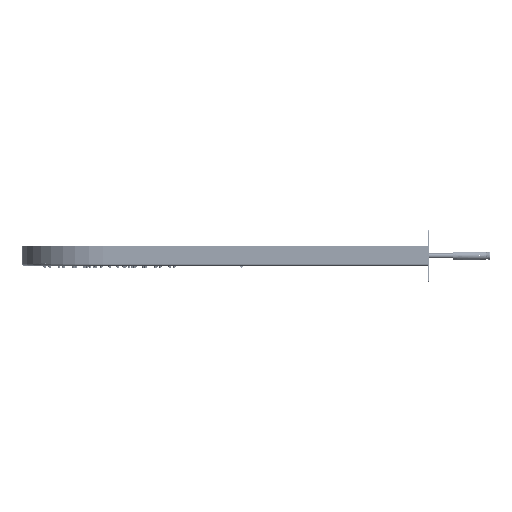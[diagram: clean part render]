
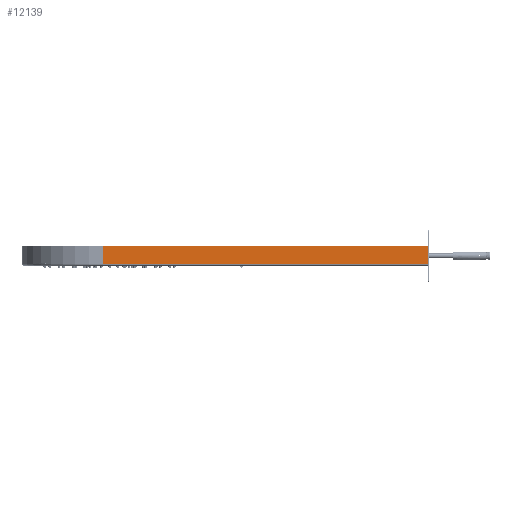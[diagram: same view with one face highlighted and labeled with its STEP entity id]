
A CAD part, left-side view. The second image highlights one B-rep face of the part: STEP entity #12139.
In plain terms, the highlighted planar face has unit normal (-1, 0, 0).
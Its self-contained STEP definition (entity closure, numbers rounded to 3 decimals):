
#12139=ADVANCED_FACE('',(#17283),#17284,.T.);
#17283=FACE_OUTER_BOUND('',#21754,.T.);
#17284=PLANE('',#21755);
#21754=EDGE_LOOP('',(#30617,#30618,#30619,#30620,#30621));
#21755=AXIS2_PLACEMENT_3D('',#30622,#30623,#30624);
#30617=ORIENTED_EDGE('',*,*,#34150,.T.);
#30618=ORIENTED_EDGE('',*,*,#34168,.T.);
#30619=ORIENTED_EDGE('',*,*,#34159,.F.);
#30620=ORIENTED_EDGE('',*,*,#34264,.F.);
#30621=ORIENTED_EDGE('',*,*,#34252,.T.);
#30622=CARTESIAN_POINT('',(-100.0,0.,0.0));
#30623=DIRECTION('',(-1.0,0.,0.0));
#30624=DIRECTION('',(0.,-1.0,0.0));
#34150=EDGE_CURVE('',#38852,#38850,#38853,.T.);
#34159=EDGE_CURVE('',#38867,#38869,#38870,.T.);
#34168=EDGE_CURVE('',#38850,#38869,#38881,.T.);
#34252=EDGE_CURVE('',#39033,#38852,#39034,.T.);
#34264=EDGE_CURVE('',#39033,#38867,#39049,.T.);
#38850=VERTEX_POINT('',#45221);
#38852=VERTEX_POINT('',#45224);
#38853=LINE('',#45225,#45226);
#38867=VERTEX_POINT('',#45244);
#38869=VERTEX_POINT('',#45246);
#38870=LINE('',#45247,#45248);
#38881=CIRCLE('',#45261,0.1);
#39033=VERTEX_POINT('',#45421);
#39034=LINE('',#45422,#45423);
#39049=LINE('',#45442,#45443);
#45221=CARTESIAN_POINT('',(-100.0,-200.0,23.9));
#45224=CARTESIAN_POINT('',(-100.0,-200.0,2.0));
#45225=CARTESIAN_POINT('',(-100.0,-200.0,0.0));
#45226=VECTOR('',#49442,1.0);
#45244=CARTESIAN_POINT('',(-100.0,200.0,24.0));
#45246=CARTESIAN_POINT('',(-100.0,-199.9,24.0));
#45247=CARTESIAN_POINT('',(-100.0,0.,24.0));
#45248=VECTOR('',#49456,1.0);
#45261=AXIS2_PLACEMENT_3D('',#49471,#49472,#49473);
#45421=CARTESIAN_POINT('',(-100.0,200.0,2.0));
#45422=CARTESIAN_POINT('',(-100.0,-200.0,2.0));
#45423=VECTOR('',#49683,1.0);
#45442=CARTESIAN_POINT('',(-100.0,200.0,0.0));
#45443=VECTOR('',#49700,1.0);
#49442=DIRECTION('',(0.0,0.0,1.0));
#49456=DIRECTION('',(0.,-1.0,0.0));
#49471=CARTESIAN_POINT('',(-100.0,-199.9,23.9));
#49472=DIRECTION('',(-1.0,0.,0.0));
#49473=DIRECTION('',(0.,-1.0,0.0));
#49683=DIRECTION('',(0.,-1.0,0.0));
#49700=DIRECTION('',(0.0,0.0,1.0));
